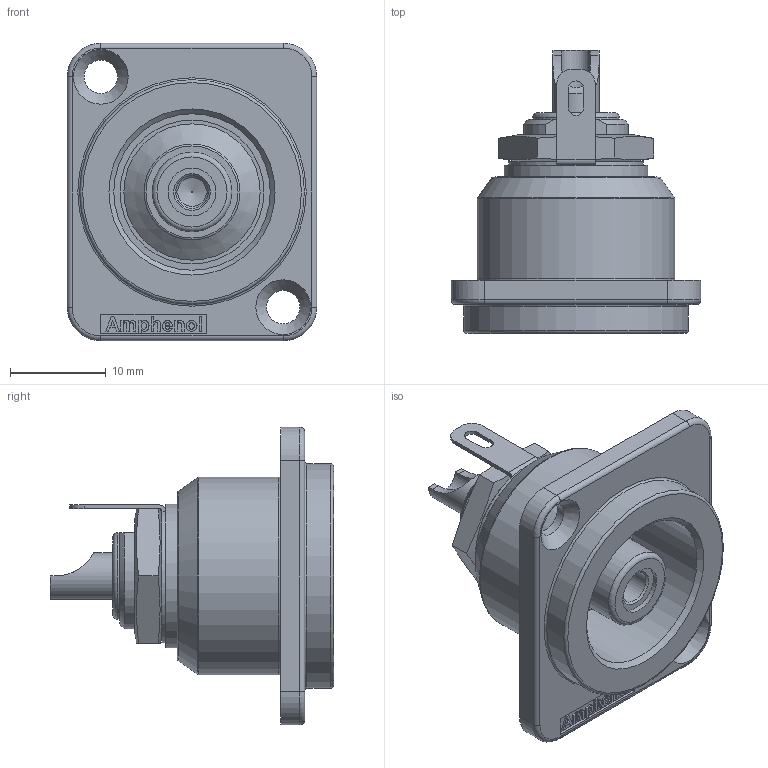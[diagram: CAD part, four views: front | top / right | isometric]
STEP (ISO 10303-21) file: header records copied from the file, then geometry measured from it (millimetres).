
FILE_DESCRIPTION(/* description */ (''),/* implementation_level */ '2;1');
FILE_NAME(/* name */ 'ACJD-RED.stp',/* time_stamp */ '2024-02-21T13:17:07+11:00',/* author */ ('minh'),/* organization */ (''),/* preprocessor_version */ 'ST-DEVELOPER v19.2',/* originating_system */ 'Autodesk Inventor 2023',/* authorisation */ '');
FILE_SCHEMA (('AUTOMOTIVE_DESIGN { 1 0 10303 214 3 1 1 }'));
Length unit declared in the file: inch
Products named in the file (1): ACJD-RED
Bounding box: 26 x 29.5 x 31 mm (x, y, z)
Volume: 5595.7 mm3; surface area: 6068.1 mm2
Topology: 1 solids, 4 shells, 287 faces, 716 edges, 465 vertices
Faces by surface type: plane 148, bspline 53, cylinder 49, cone 20, torus 17
Full cylindrical faces by diameter (mm): 3 x1, 3.25 x1, 3.4 x1, 3.5 x2, 4 x3, 4.8 x1, 5 x1, 6.3 x1, 6.4 x1, 7 x1, 8 x1, 8.3 x1, 9 x1, 10 x1, 14.2 x1, 15 x2, 16.3 x1, 20.6 x1, 23.4 x1
Entity records: 9235 total; most frequent: CARTESIAN_POINT 2328, ORIENTED_EDGE 1430, DIRECTION 1200, EDGE_CURVE 715, VERTEX_POINT 465, LINE 402, VECTOR 402, AXIS2_PLACEMENT_3D 399
